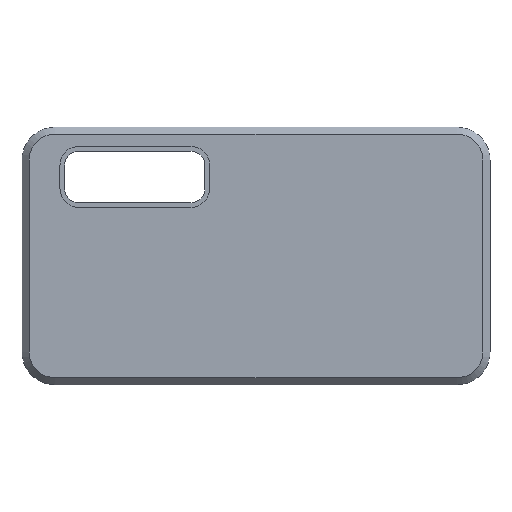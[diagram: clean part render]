
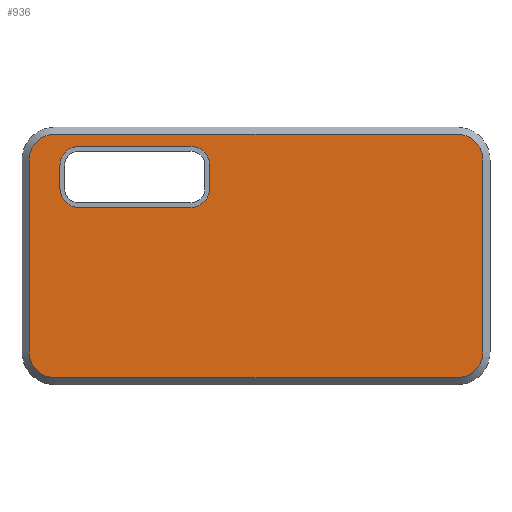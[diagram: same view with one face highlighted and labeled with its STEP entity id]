
A CAD part, top view. The second image highlights one B-rep face of the part: STEP entity #936.
In plain terms, the highlighted planar face has unit normal (0, 0, 1).
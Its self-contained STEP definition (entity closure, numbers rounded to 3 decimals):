
#20=FACE_BOUND('',#164,.T.);
#23=CIRCLE('',#975,8.);
#25=CIRCLE('',#979,8.);
#27=CIRCLE('',#983,8.);
#29=CIRCLE('',#987,8.);
#39=CIRCLE('',#1007,11.);
#41=CIRCLE('',#1011,11.);
#43=CIRCLE('',#1015,11.);
#45=CIRCLE('',#1019,11.);
#110=FACE_OUTER_BOUND('',#163,.T.);
#163=EDGE_LOOP('',(#733,#734,#735,#736,#737,#738,#739,#740));
#164=EDGE_LOOP('',(#741,#742,#743,#744,#745,#746,#747,#748));
#189=LINE('',#1351,#285);
#194=LINE('',#1365,#290);
#198=LINE('',#1377,#294);
#202=LINE('',#1389,#298);
#224=LINE('',#1458,#320);
#228=LINE('',#1470,#324);
#232=LINE('',#1482,#328);
#235=LINE('',#1491,#331);
#285=VECTOR('',#1069,10.);
#290=VECTOR('',#1082,10.);
#294=VECTOR('',#1094,10.);
#298=VECTOR('',#1106,10.);
#320=VECTOR('',#1176,10.);
#324=VECTOR('',#1188,10.);
#328=VECTOR('',#1200,10.);
#331=VECTOR('',#1211,10.);
#381=VERTEX_POINT('',#1349);
#382=VERTEX_POINT('',#1350);
#385=VERTEX_POINT('',#1358);
#387=VERTEX_POINT('',#1364);
#389=VERTEX_POINT('',#1370);
#391=VERTEX_POINT('',#1376);
#393=VERTEX_POINT('',#1382);
#395=VERTEX_POINT('',#1388);
#414=VERTEX_POINT('',#1447);
#415=VERTEX_POINT('',#1449);
#418=VERTEX_POINT('',#1456);
#420=VERTEX_POINT('',#1462);
#422=VERTEX_POINT('',#1468);
#424=VERTEX_POINT('',#1474);
#426=VERTEX_POINT('',#1480);
#428=VERTEX_POINT('',#1486);
#469=EDGE_CURVE('',#381,#382,#189,.T.);
#473=EDGE_CURVE('',#385,#381,#23,.T.);
#476=EDGE_CURVE('',#387,#385,#194,.T.);
#479=EDGE_CURVE('',#389,#387,#25,.T.);
#482=EDGE_CURVE('',#391,#389,#198,.T.);
#485=EDGE_CURVE('',#393,#391,#27,.T.);
#488=EDGE_CURVE('',#395,#393,#202,.T.);
#491=EDGE_CURVE('',#382,#395,#29,.T.);
#518=EDGE_CURVE('',#414,#415,#39,.T.);
#522=EDGE_CURVE('',#418,#414,#224,.T.);
#525=EDGE_CURVE('',#420,#418,#41,.T.);
#528=EDGE_CURVE('',#422,#420,#228,.T.);
#531=EDGE_CURVE('',#424,#422,#43,.T.);
#534=EDGE_CURVE('',#426,#424,#232,.T.);
#537=EDGE_CURVE('',#428,#426,#45,.T.);
#539=EDGE_CURVE('',#415,#428,#235,.T.);
#733=ORIENTED_EDGE('',*,*,#518,.F.);
#734=ORIENTED_EDGE('',*,*,#522,.F.);
#735=ORIENTED_EDGE('',*,*,#525,.F.);
#736=ORIENTED_EDGE('',*,*,#528,.F.);
#737=ORIENTED_EDGE('',*,*,#531,.F.);
#738=ORIENTED_EDGE('',*,*,#534,.F.);
#739=ORIENTED_EDGE('',*,*,#537,.F.);
#740=ORIENTED_EDGE('',*,*,#539,.F.);
#741=ORIENTED_EDGE('',*,*,#469,.T.);
#742=ORIENTED_EDGE('',*,*,#491,.T.);
#743=ORIENTED_EDGE('',*,*,#488,.T.);
#744=ORIENTED_EDGE('',*,*,#485,.T.);
#745=ORIENTED_EDGE('',*,*,#482,.T.);
#746=ORIENTED_EDGE('',*,*,#479,.T.);
#747=ORIENTED_EDGE('',*,*,#476,.T.);
#748=ORIENTED_EDGE('',*,*,#473,.T.);
#892=PLANE('',#1028);
#936=ADVANCED_FACE('',(#110,#20),#892,.T.);
#975=AXIS2_PLACEMENT_3D('',#1359,#1075,#1076);
#979=AXIS2_PLACEMENT_3D('',#1371,#1087,#1088);
#983=AXIS2_PLACEMENT_3D('',#1383,#1099,#1100);
#987=AXIS2_PLACEMENT_3D('',#1394,#1111,#1112);
#1007=AXIS2_PLACEMENT_3D('',#1450,#1168,#1169);
#1011=AXIS2_PLACEMENT_3D('',#1464,#1181,#1182);
#1015=AXIS2_PLACEMENT_3D('',#1476,#1193,#1194);
#1019=AXIS2_PLACEMENT_3D('',#1488,#1205,#1206);
#1028=AXIS2_PLACEMENT_3D('',#1511,#1232,#1233);
#1069=DIRECTION('',(0.,1.,0.));
#1075=DIRECTION('center_axis',(0.,0.,-1.));
#1076=DIRECTION('ref_axis',(-1.,0.,0.));
#1082=DIRECTION('',(-1.,0.,0.));
#1087=DIRECTION('center_axis',(0.,0.,-1.));
#1088=DIRECTION('ref_axis',(0.,-1.,0.));
#1094=DIRECTION('',(0.,-1.,0.));
#1099=DIRECTION('center_axis',(0.,0.,-1.));
#1100=DIRECTION('ref_axis',(1.,0.,0.));
#1106=DIRECTION('',(1.,0.,0.));
#1111=DIRECTION('center_axis',(0.,0.,-1.));
#1112=DIRECTION('ref_axis',(0.,1.,0.));
#1168=DIRECTION('center_axis',(0.,0.,-1.));
#1169=DIRECTION('ref_axis',(-1.,0.,0.));
#1176=DIRECTION('',(-1.,0.,0.));
#1181=DIRECTION('center_axis',(0.,0.,-1.));
#1182=DIRECTION('ref_axis',(0.,-1.,0.));
#1188=DIRECTION('',(0.,-1.,0.));
#1193=DIRECTION('center_axis',(0.,0.,-1.));
#1194=DIRECTION('ref_axis',(1.,0.,0.));
#1200=DIRECTION('',(1.,0.,0.));
#1205=DIRECTION('center_axis',(0.,0.,-1.));
#1206=DIRECTION('ref_axis',(0.,1.,0.));
#1211=DIRECTION('',(0.,1.,0.));
#1232=DIRECTION('center_axis',(0.,0.,1.));
#1233=DIRECTION('ref_axis',(1.,0.,0.));
#1349=CARTESIAN_POINT('',(16.2,83.8,6.));
#1350=CARTESIAN_POINT('',(16.2,93.8,6.));
#1351=CARTESIAN_POINT('',(16.2,69.4,6.));
#1358=CARTESIAN_POINT('',(24.2,75.8,6.));
#1359=CARTESIAN_POINT('Origin',(24.2,83.8,6.));
#1364=CARTESIAN_POINT('',(72.2,75.8,6.));
#1365=CARTESIAN_POINT('',(86.1,75.8,6.));
#1370=CARTESIAN_POINT('',(80.2,83.8,6.));
#1371=CARTESIAN_POINT('Origin',(72.2,83.8,6.));
#1376=CARTESIAN_POINT('',(80.2,93.8,6.));
#1377=CARTESIAN_POINT('',(80.2,74.4,6.));
#1382=CARTESIAN_POINT('',(72.2,101.8,6.));
#1383=CARTESIAN_POINT('Origin',(72.2,93.8,6.));
#1388=CARTESIAN_POINT('',(24.2,101.8,6.));
#1389=CARTESIAN_POINT('',(62.1,101.8,6.));
#1394=CARTESIAN_POINT('Origin',(24.2,93.8,6.));
#1447=CARTESIAN_POINT('',(14.,3.,6.));
#1449=CARTESIAN_POINT('',(3.,14.,6.));
#1450=CARTESIAN_POINT('Origin',(14.,14.,6.));
#1456=CARTESIAN_POINT('',(186.,3.,6.));
#1458=CARTESIAN_POINT('',(57.,3.,6.));
#1462=CARTESIAN_POINT('',(197.,14.,6.));
#1464=CARTESIAN_POINT('Origin',(186.,14.,6.));
#1468=CARTESIAN_POINT('',(197.,96.,6.));
#1470=CARTESIAN_POINT('',(197.,34.5,6.));
#1474=CARTESIAN_POINT('',(186.,107.,6.));
#1476=CARTESIAN_POINT('Origin',(186.,96.,6.));
#1480=CARTESIAN_POINT('',(14.,107.,6.));
#1482=CARTESIAN_POINT('',(143.,107.,6.));
#1486=CARTESIAN_POINT('',(3.,96.,6.));
#1488=CARTESIAN_POINT('Origin',(14.,96.,6.));
#1491=CARTESIAN_POINT('',(3.,75.5,6.));
#1511=CARTESIAN_POINT('Origin',(100.,55.,6.));
